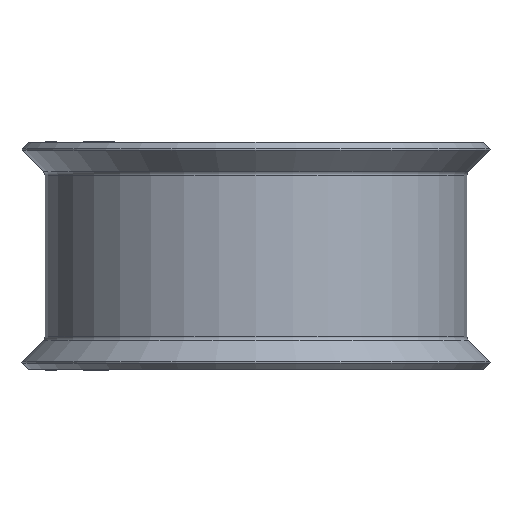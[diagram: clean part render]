
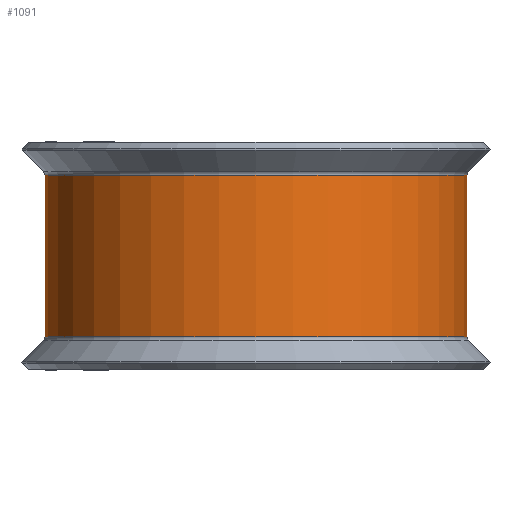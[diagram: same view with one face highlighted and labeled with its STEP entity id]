
A CAD part, front view. The second image highlights one B-rep face of the part: STEP entity #1091.
In plain terms, the highlighted cylindrical face has radius 11.748 mm (diameter 23.495 mm), a partial arc.
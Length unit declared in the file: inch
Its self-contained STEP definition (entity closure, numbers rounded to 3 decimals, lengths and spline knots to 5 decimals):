
#59 = DIRECTION ( 'NONE',  ( -1., 0., 0. ) ) ;
#130 = AXIS2_PLACEMENT_3D ( 'NONE', #156, #1383, #1632 ) ;
#137 = DIRECTION ( 'NONE',  ( -1., 0., 0. ) ) ;
#156 = CARTESIAN_POINT ( 'NONE',  ( 0.4375, -0.812, 0.25 ) ) ;
#352 = EDGE_CURVE ( 'NONE', #1855, #2903, #1737, .T. ) ;
#359 = AXIS2_PLACEMENT_3D ( 'NONE', #3058, #1622, #137 ) ;
#786 = EDGE_CURVE ( 'NONE', #1897, #2019, #2102, .T. ) ;
#802 = ORIENTED_EDGE ( 'NONE', *, *, #2318, .F. ) ;
#926 = ORIENTED_EDGE ( 'NONE', *, *, #1307, .T. ) ;
#951 = LINE ( 'NONE', #2187, #2805 ) ;
#1076 = EDGE_LOOP ( 'NONE', ( #926, #1242, #802, #1992 ) ) ;
#1091 = ADVANCED_FACE ( 'NONE', ( #2703 ), #1342, .T. ) ;
#1113 = CARTESIAN_POINT ( 'NONE',  ( 0.4375, -0.3495, 0.25 ) ) ;
#1242 = ORIENTED_EDGE ( 'NONE', *, *, #352, .F. ) ;
#1307 = EDGE_CURVE ( 'NONE', #2019, #2903, #951, .T. ) ;
#1342 = CYLINDRICAL_SURFACE ( 'NONE', #130, 0.4625 ) ;
#1383 = DIRECTION ( 'NONE',  ( 0., 0., -1. ) ) ;
#1544 = DIRECTION ( 'NONE',  ( 0., 0., -1. ) ) ;
#1622 = DIRECTION ( 'NONE',  ( 0., 0., -1. ) ) ;
#1632 = DIRECTION ( 'NONE',  ( -1., 0., 0. ) ) ;
#1665 = LINE ( 'NONE', #1113, #2944 ) ;
#1729 = CARTESIAN_POINT ( 'NONE',  ( -0.025, -0.812, 0.17722 ) ) ;
#1737 = CIRCLE ( 'NONE', #2128, 0.4625 ) ;
#1855 = VERTEX_POINT ( 'NONE', #2162 ) ;
#1897 = VERTEX_POINT ( 'NONE', #2181 ) ;
#1954 = DIRECTION ( 'NONE',  ( 0., 0., -1. ) ) ;
#1992 = ORIENTED_EDGE ( 'NONE', *, *, #786, .T. ) ;
#2019 = VERTEX_POINT ( 'NONE', #1729 ) ;
#2102 = CIRCLE ( 'NONE', #359, 0.4625 ) ;
#2128 = AXIS2_PLACEMENT_3D ( 'NONE', #2986, #1544, #59 ) ;
#2162 = CARTESIAN_POINT ( 'NONE',  ( 0.4375, -0.3495, -0.17722 ) ) ;
#2181 = CARTESIAN_POINT ( 'NONE',  ( 0.4375, -0.3495, 0.17722 ) ) ;
#2187 = CARTESIAN_POINT ( 'NONE',  ( -0.025, -0.812, 0.25 ) ) ;
#2318 = EDGE_CURVE ( 'NONE', #1897, #1855, #1665, .T. ) ;
#2703 = FACE_OUTER_BOUND ( 'NONE', #1076, .T. ) ;
#2803 = DIRECTION ( 'NONE',  ( 0., 0., -1. ) ) ;
#2805 = VECTOR ( 'NONE', #1954, 39.37008 ) ;
#2838 = CARTESIAN_POINT ( 'NONE',  ( -0.025, -0.812, -0.17722 ) ) ;
#2903 = VERTEX_POINT ( 'NONE', #2838 ) ;
#2944 = VECTOR ( 'NONE', #2803, 39.37008 ) ;
#2986 = CARTESIAN_POINT ( 'NONE',  ( 0.4375, -0.812, -0.17722 ) ) ;
#3058 = CARTESIAN_POINT ( 'NONE',  ( 0.4375, -0.812, 0.17722 ) ) ;
